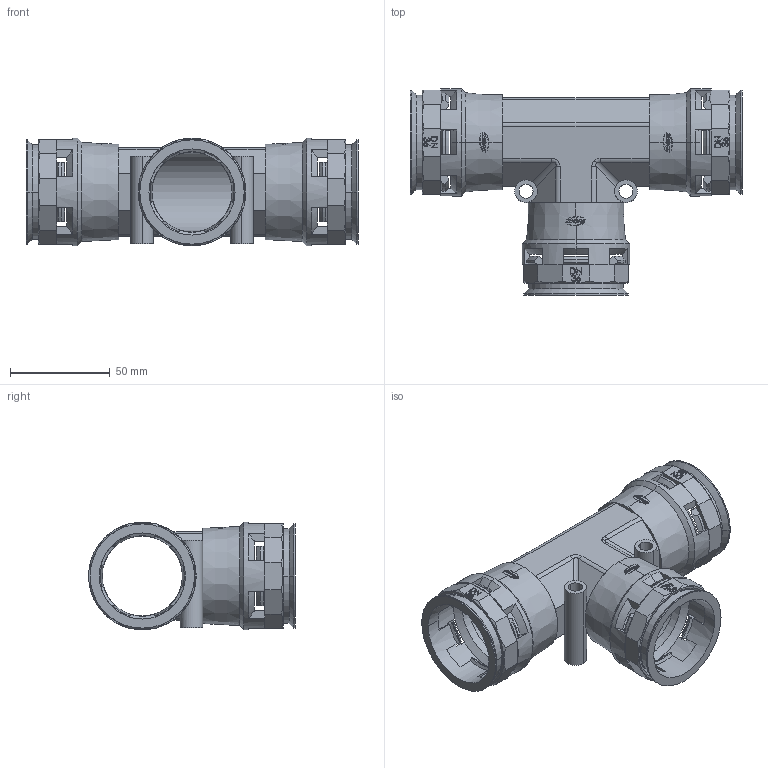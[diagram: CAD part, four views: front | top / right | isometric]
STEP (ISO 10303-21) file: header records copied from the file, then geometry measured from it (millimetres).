
FILE_DESCRIPTION (( 'STEP AP203' ), '1' );
FILE_NAME ('(TSD-363636-)_I3040_0026_06_0.STEP', '2012-06-20T05:47:00', ( 'Llorenç' ), ( '' ), 'SwSTEP 2.0', 'SolidWorks 2007', '' );
FILE_SCHEMA (( 'CONFIG_CONTROL_DESIGN' ));
Length unit declared in the file: millimetre
Products named in the file (1): (TSD-363636-)_I3040_0026_06_0
Bounding box: 166.14 x 103.47 x 53.8 mm (x, y, z)
Volume: 104425.8 mm3; surface area: 80174.4 mm2
Topology: 7 solids, 7 shells, 1019 faces, 2822 edges, 1822 vertices
Faces by surface type: bspline 369, plane 330, cone 183, cylinder 137
Entity records: 45896 total; most frequent: CARTESIAN_POINT 23042, ORIENTED_EDGE 5644, DIRECTION 3315, EDGE_CURVE 2822, VERTEX_POINT 1822, B_SPLINE_CURVE_WITH_KNOTS 1273, AXIS2_PLACEMENT_3D 1143, EDGE_LOOP 1080
